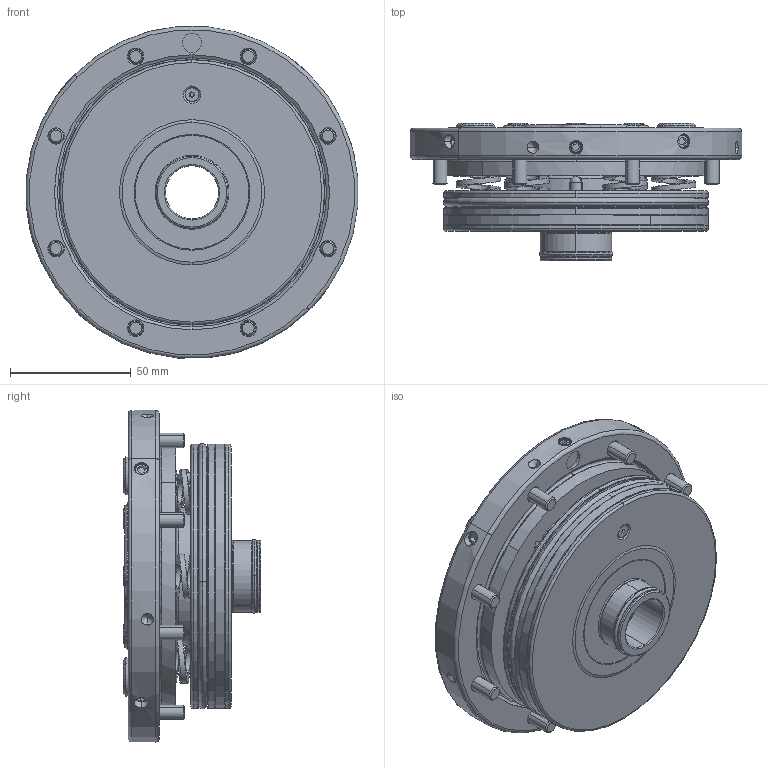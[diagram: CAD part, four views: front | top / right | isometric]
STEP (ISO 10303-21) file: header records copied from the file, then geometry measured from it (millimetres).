
FILE_DESCRIPTION (( 'STEP AP203' ), '1' );
FILE_NAME ('LQNCZ-20S.STEP', '2020-08-28T07:13:26', ( '' ), ( '' ), 'SwSTEP 2.0', 'SolidWorks 2018', '' );
FILE_SCHEMA (( 'CONFIG_CONTROL_DESIGN' ));
Length unit declared in the file: millimetre
Products named in the file (1): LQNCZ-20S
Bounding box: 137.43 x 57 x 137.69 mm (x, y, z)
Volume: 411927.2 mm3; surface area: 85369 mm2
Topology: 3 solids, 17 shells, 914 faces, 2184 edges, 1319 vertices
Faces by surface type: cylinder 255, plane 243, cone 225, torus 131, bspline 42, sphere 18
Entity records: 55165 total; most frequent: CARTESIAN_POINT 34209, DIRECTION 4610, ORIENTED_EDGE 4224, EDGE_CURVE 2112, AXIS2_PLACEMENT_3D 1928, VERTEX_POINT 1293, CIRCLE 1055, EDGE_LOOP 1033
